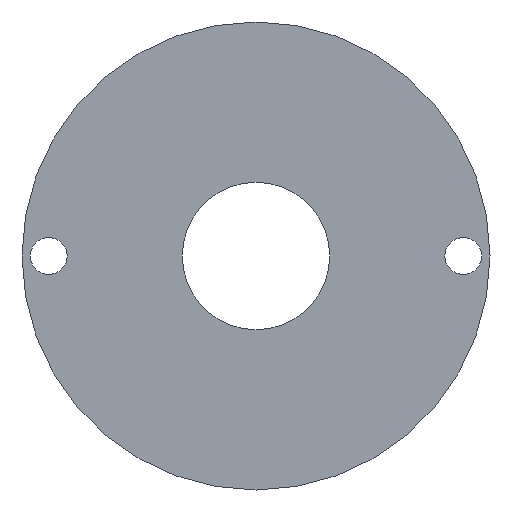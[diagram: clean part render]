
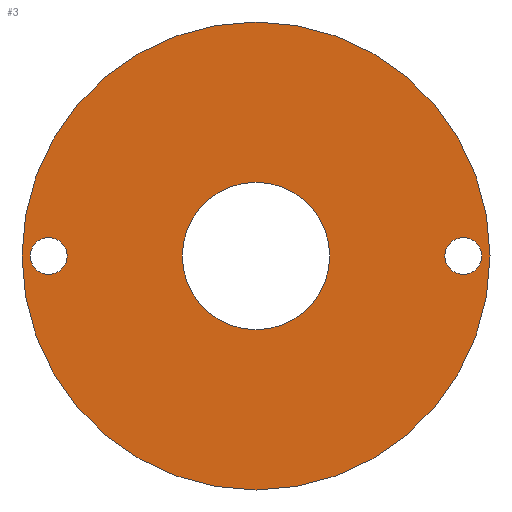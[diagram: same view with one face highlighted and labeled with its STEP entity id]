
A CAD part, front view. The second image highlights one B-rep face of the part: STEP entity #3.
In plain terms, the highlighted planar face has unit normal (0, -1, 0).
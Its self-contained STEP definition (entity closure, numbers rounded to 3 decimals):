
#3 = ADVANCED_FACE ( 'NONE', ( #89, #36, #37, #28 ), #372, .F. ) ;
#19 = CIRCLE ( 'NONE', #204, 4. ) ;
#22 = CIRCLE ( 'NONE', #215, 50.8 ) ;
#26 = EDGE_LOOP ( 'NONE', ( #153, #113 ) ) ;
#28 = FACE_BOUND ( 'NONE', #62, .T. ) ;
#36 = FACE_BOUND ( 'NONE', #26, .T. ) ;
#37 = FACE_OUTER_BOUND ( 'NONE', #84, .T. ) ;
#41 = ORIENTED_EDGE ( 'NONE', *, *, #176, .F. ) ;
#45 = EDGE_LOOP ( 'NONE', ( #124, #116 ) ) ;
#62 = EDGE_LOOP ( 'NONE', ( #127, #82 ) ) ;
#82 = ORIENTED_EDGE ( 'NONE', *, *, #179, .T. ) ;
#84 = EDGE_LOOP ( 'NONE', ( #41, #130 ) ) ;
#89 = FACE_BOUND ( 'NONE', #45, .T. ) ;
#113 = ORIENTED_EDGE ( 'NONE', *, *, #224, .T. ) ;
#116 = ORIENTED_EDGE ( 'NONE', *, *, #235, .T. ) ;
#117 = CIRCLE ( 'NONE', #206, 16. ) ;
#124 = ORIENTED_EDGE ( 'NONE', *, *, #177, .T. ) ;
#125 = CIRCLE ( 'NONE', #218, 4. ) ;
#127 = ORIENTED_EDGE ( 'NONE', *, *, #226, .T. ) ;
#130 = ORIENTED_EDGE ( 'NONE', *, *, #227, .F. ) ;
#131 = CIRCLE ( 'NONE', #214, 4. ) ;
#133 = CIRCLE ( 'NONE', #201, 4. ) ;
#137 = CIRCLE ( 'NONE', #203, 16. ) ;
#138 = CIRCLE ( 'NONE', #202, 50.8 ) ;
#153 = ORIENTED_EDGE ( 'NONE', *, *, #178, .T. ) ;
#176 = EDGE_CURVE ( 'NONE', #355, #379, #22, .T. ) ;
#177 = EDGE_CURVE ( 'NONE', #378, #377, #131, .T. ) ;
#178 = EDGE_CURVE ( 'NONE', #352, #380, #125, .T. ) ;
#179 = EDGE_CURVE ( 'NONE', #367, #366, #117, .T. ) ;
#198 = AXIS2_PLACEMENT_3D ( 'NONE', #359, #363, #365 ) ;
#201 = AXIS2_PLACEMENT_3D ( 'NONE', #289, #292, #293 ) ;
#202 = AXIS2_PLACEMENT_3D ( 'NONE', #291, #240, #241 ) ;
#203 = AXIS2_PLACEMENT_3D ( 'NONE', #286, #297, #238 ) ;
#204 = AXIS2_PLACEMENT_3D ( 'NONE', #296, #246, #247 ) ;
#206 = AXIS2_PLACEMENT_3D ( 'NONE', #344, #345, #346 ) ;
#214 = AXIS2_PLACEMENT_3D ( 'NONE', #338, #339, #340 ) ;
#215 = AXIS2_PLACEMENT_3D ( 'NONE', #330, #331, #337 ) ;
#218 = AXIS2_PLACEMENT_3D ( 'NONE', #341, #342, #343 ) ;
#224 = EDGE_CURVE ( 'NONE', #380, #352, #133, .T. ) ;
#226 = EDGE_CURVE ( 'NONE', #366, #367, #137, .T. ) ;
#227 = EDGE_CURVE ( 'NONE', #379, #355, #138, .T. ) ;
#235 = EDGE_CURVE ( 'NONE', #377, #378, #19, .T. ) ;
#238 = DIRECTION ( 'NONE',  ( 0., 0., 1. ) ) ;
#240 = DIRECTION ( 'NONE',  ( 0., 1., 0. ) ) ;
#241 = DIRECTION ( 'NONE',  ( 0., 0., 1. ) ) ;
#244 = CARTESIAN_POINT ( 'NONE',  ( -45., 0., 4. ) ) ;
#246 = DIRECTION ( 'NONE',  ( 0., 1., 0. ) ) ;
#247 = DIRECTION ( 'NONE',  ( 0., 0., 1. ) ) ;
#249 = CARTESIAN_POINT ( 'NONE',  ( 0., 0., -50.8 ) ) ;
#250 = CARTESIAN_POINT ( 'NONE',  ( 0., 0., -16. ) ) ;
#251 = CARTESIAN_POINT ( 'NONE',  ( 0., 0., 16. ) ) ;
#254 = CARTESIAN_POINT ( 'NONE',  ( 45., 0., -4. ) ) ;
#255 = CARTESIAN_POINT ( 'NONE',  ( 45., 0., 4. ) ) ;
#256 = CARTESIAN_POINT ( 'NONE',  ( 0., 0., 50.8 ) ) ;
#257 = CARTESIAN_POINT ( 'NONE',  ( -45., 0., -4. ) ) ;
#286 = CARTESIAN_POINT ( 'NONE',  ( 0., 0., 0. ) ) ;
#289 = CARTESIAN_POINT ( 'NONE',  ( -45., 0., 0. ) ) ;
#291 = CARTESIAN_POINT ( 'NONE',  ( 0., 0., 0. ) ) ;
#292 = DIRECTION ( 'NONE',  ( 0., 1., 0. ) ) ;
#293 = DIRECTION ( 'NONE',  ( 0., 0., 1. ) ) ;
#296 = CARTESIAN_POINT ( 'NONE',  ( 45., 0., 0. ) ) ;
#297 = DIRECTION ( 'NONE',  ( 0., 1., 0. ) ) ;
#330 = CARTESIAN_POINT ( 'NONE',  ( 0., 0., 0. ) ) ;
#331 = DIRECTION ( 'NONE',  ( 0., 1., 0. ) ) ;
#337 = DIRECTION ( 'NONE',  ( 0., 0., 1. ) ) ;
#338 = CARTESIAN_POINT ( 'NONE',  ( 45., 0., 0. ) ) ;
#339 = DIRECTION ( 'NONE',  ( 0., 1., 0. ) ) ;
#340 = DIRECTION ( 'NONE',  ( 0., 0., 1. ) ) ;
#341 = CARTESIAN_POINT ( 'NONE',  ( -45., 0., 0. ) ) ;
#342 = DIRECTION ( 'NONE',  ( 0., 1., 0. ) ) ;
#343 = DIRECTION ( 'NONE',  ( 0., 0., 1. ) ) ;
#344 = CARTESIAN_POINT ( 'NONE',  ( 0., 0., 0. ) ) ;
#345 = DIRECTION ( 'NONE',  ( 0., 1., 0. ) ) ;
#346 = DIRECTION ( 'NONE',  ( 0., 0., 1. ) ) ;
#352 = VERTEX_POINT ( 'NONE', #244 ) ;
#355 = VERTEX_POINT ( 'NONE', #249 ) ;
#359 = CARTESIAN_POINT ( 'NONE',  ( 0., 0., 0. ) ) ;
#363 = DIRECTION ( 'NONE',  ( 0., 1., 0. ) ) ;
#365 = DIRECTION ( 'NONE',  ( 0., 0., 1. ) ) ;
#366 = VERTEX_POINT ( 'NONE', #250 ) ;
#367 = VERTEX_POINT ( 'NONE', #251 ) ;
#372 = PLANE ( 'NONE',  #198 ) ;
#377 = VERTEX_POINT ( 'NONE', #254 ) ;
#378 = VERTEX_POINT ( 'NONE', #255 ) ;
#379 = VERTEX_POINT ( 'NONE', #256 ) ;
#380 = VERTEX_POINT ( 'NONE', #257 ) ;
